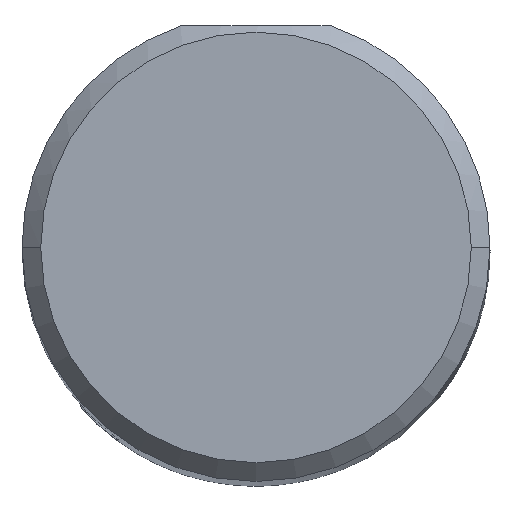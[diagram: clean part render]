
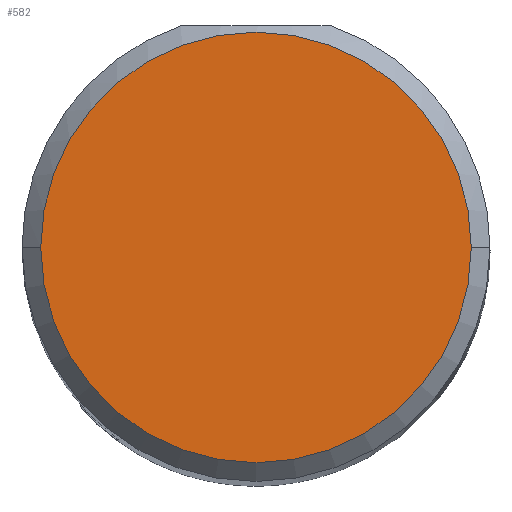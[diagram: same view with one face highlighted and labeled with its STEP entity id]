
A CAD part, top view. The second image highlights one B-rep face of the part: STEP entity #582.
In plain terms, the highlighted planar face has unit normal (0, 0, 1).
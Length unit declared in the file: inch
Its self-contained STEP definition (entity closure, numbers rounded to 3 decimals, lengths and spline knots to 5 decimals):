
#1 = DIRECTION ( 'NONE',  ( 0., 0., 1. ) ) ;
#13 = CARTESIAN_POINT ( 'NONE',  ( 0., 0., 2.5 ) ) ;
#36 = EDGE_CURVE ( 'NONE', #181, #58, #343, .T. ) ;
#58 = VERTEX_POINT ( 'NONE', #391 ) ;
#65 = CARTESIAN_POINT ( 'NONE',  ( -0.1725, 0., 2.5 ) ) ;
#71 = FACE_OUTER_BOUND ( 'NONE', #152, .T. ) ;
#81 = CARTESIAN_POINT ( 'NONE',  ( 0., 0., 2.5 ) ) ;
#114 = DIRECTION ( 'NONE',  ( 1., 0., 0. ) ) ;
#120 = AXIS2_PLACEMENT_3D ( 'NONE', #81, #366, #154 ) ;
#124 = CARTESIAN_POINT ( 'NONE',  ( 0., 0., 2.5 ) ) ;
#152 = EDGE_LOOP ( 'NONE', ( #685, #163 ) ) ;
#154 = DIRECTION ( 'NONE',  ( 1., 0., 0. ) ) ;
#163 = ORIENTED_EDGE ( 'NONE', *, *, #615, .T. ) ;
#181 = VERTEX_POINT ( 'NONE', #65 ) ;
#237 = DIRECTION ( 'NONE',  ( 1., 0., 0. ) ) ;
#287 = DIRECTION ( 'NONE',  ( 0., 0., 1. ) ) ;
#343 = CIRCLE ( 'NONE', #120, 0.1725 ) ;
#366 = DIRECTION ( 'NONE',  ( 0., 0., 1. ) ) ;
#391 = CARTESIAN_POINT ( 'NONE',  ( 0.1725, 0., 2.5 ) ) ;
#403 = AXIS2_PLACEMENT_3D ( 'NONE', #13, #287, #237 ) ;
#473 = AXIS2_PLACEMENT_3D ( 'NONE', #124, #1, #114 ) ;
#511 = PLANE ( 'NONE',  #403 ) ;
#582 = ADVANCED_FACE ( 'NONE', ( #71 ), #511, .T. ) ;
#615 = EDGE_CURVE ( 'NONE', #58, #181, #616, .T. ) ;
#616 = CIRCLE ( 'NONE', #473, 0.1725 ) ;
#685 = ORIENTED_EDGE ( 'NONE', *, *, #36, .T. ) ;
